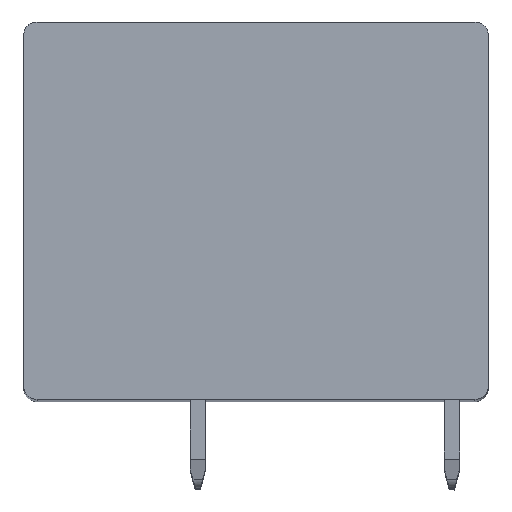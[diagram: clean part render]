
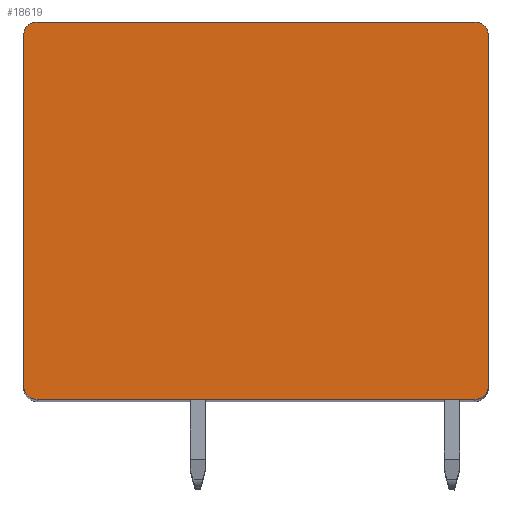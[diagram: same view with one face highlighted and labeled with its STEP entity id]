
A CAD part, top view. The second image highlights one B-rep face of the part: STEP entity #18619.
In plain terms, the highlighted planar face has unit normal (0, 0, 1).
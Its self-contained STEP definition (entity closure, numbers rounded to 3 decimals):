
#7214=CARTESIAN_POINT('',(-11.375,9.1,65.55));
#7215=DIRECTION('',(0.,0.,1.));
#7216=DIRECTION('',(0.,1.,0.));
#7217=AXIS2_PLACEMENT_3D('',#7214,#7215,#7216);
#7219=DIRECTION('',(-1.,0.,0.));
#7220=VECTOR('',#7219,22.75);
#7221=CARTESIAN_POINT('',(11.375,9.8,65.55));
#7222=LINE('',#7221,#7220);
#7223=CARTESIAN_POINT('',(11.375,9.1,65.55));
#7224=DIRECTION('',(0.,0.,1.));
#7225=DIRECTION('',(1.,0.,0.));
#7226=AXIS2_PLACEMENT_3D('',#7223,#7224,#7225);
#7228=DIRECTION('',(0.,1.,0.));
#7229=VECTOR('',#7228,18.2);
#7230=CARTESIAN_POINT('',(12.075,-9.1,65.55));
#7231=LINE('',#7230,#7229);
#7232=CARTESIAN_POINT('',(11.375,-9.1,65.55));
#7233=DIRECTION('',(0.,0.,1.));
#7234=DIRECTION('',(0.,-1.,0.));
#7235=AXIS2_PLACEMENT_3D('',#7232,#7233,#7234);
#7237=DIRECTION('',(1.,0.,0.));
#7238=VECTOR('',#7237,22.75);
#7239=CARTESIAN_POINT('',(-11.375,-9.8,65.55));
#7240=LINE('',#7239,#7238);
#7241=CARTESIAN_POINT('',(-11.375,-9.1,65.55));
#7242=DIRECTION('',(0.,0.,1.));
#7243=DIRECTION('',(-1.,0.,0.));
#7244=AXIS2_PLACEMENT_3D('',#7241,#7242,#7243);
#7246=DIRECTION('',(0.,-1.,0.));
#7247=VECTOR('',#7246,18.2);
#7248=CARTESIAN_POINT('',(-12.075,9.1,65.55));
#7249=LINE('',#7248,#7247);
#7467=CARTESIAN_POINT('',(-11.375,9.8,65.55));
#7468=CARTESIAN_POINT('',(-12.075,9.1,65.55));
#7469=VERTEX_POINT('',#7467);
#7470=VERTEX_POINT('',#7468);
#7475=CARTESIAN_POINT('',(12.075,9.1,65.55));
#7476=VERTEX_POINT('',#7475);
#7477=CARTESIAN_POINT('',(11.375,9.8,65.55));
#7478=VERTEX_POINT('',#7477);
#7483=CARTESIAN_POINT('',(11.375,-9.8,65.55));
#7484=VERTEX_POINT('',#7483);
#7485=CARTESIAN_POINT('',(12.075,-9.1,65.55));
#7486=VERTEX_POINT('',#7485);
#7491=CARTESIAN_POINT('',(-12.075,-9.1,65.55));
#7492=VERTEX_POINT('',#7491);
#7493=CARTESIAN_POINT('',(-11.375,-9.8,65.55));
#7494=VERTEX_POINT('',#7493);
#18604=CARTESIAN_POINT('',(0.,0.,65.55));
#18605=DIRECTION('',(0.,0.,1.));
#18606=DIRECTION('',(1.,0.,0.));
#18607=AXIS2_PLACEMENT_3D('',#18604,#18605,#18606);
#18608=PLANE('',#18607);
#18609=ORIENTED_EDGE('',*,*,#9178,.F.);
#18610=ORIENTED_EDGE('',*,*,#9720,.F.);
#18611=ORIENTED_EDGE('',*,*,#11505,.F.);
#18612=ORIENTED_EDGE('',*,*,#11520,.F.);
#18613=ORIENTED_EDGE('',*,*,#11533,.F.);
#18614=ORIENTED_EDGE('',*,*,#11548,.F.);
#18615=ORIENTED_EDGE('',*,*,#12875,.F.);
#18616=ORIENTED_EDGE('',*,*,#12887,.F.);
#18617=EDGE_LOOP('',(#18609,#18610,#18611,#18612,#18613,#18614,#18615,#18616));
#18618=FACE_OUTER_BOUND('',#18617,.F.);
#7218=CIRCLE('',#7217,0.7);
#7227=CIRCLE('',#7226,0.7);
#7236=CIRCLE('',#7235,0.7);
#7245=CIRCLE('',#7244,0.7);
#9178=EDGE_CURVE('',#7469,#7470,#7218,.T.);
#9720=EDGE_CURVE('',#7478,#7469,#7222,.T.);
#11505=EDGE_CURVE('',#7476,#7478,#7227,.T.);
#11520=EDGE_CURVE('',#7486,#7476,#7231,.T.);
#11533=EDGE_CURVE('',#7484,#7486,#7236,.T.);
#11548=EDGE_CURVE('',#7494,#7484,#7240,.T.);
#12875=EDGE_CURVE('',#7492,#7494,#7245,.T.);
#12887=EDGE_CURVE('',#7470,#7492,#7249,.T.);
#18619=ADVANCED_FACE('',(#18618),#18608,.T.);
